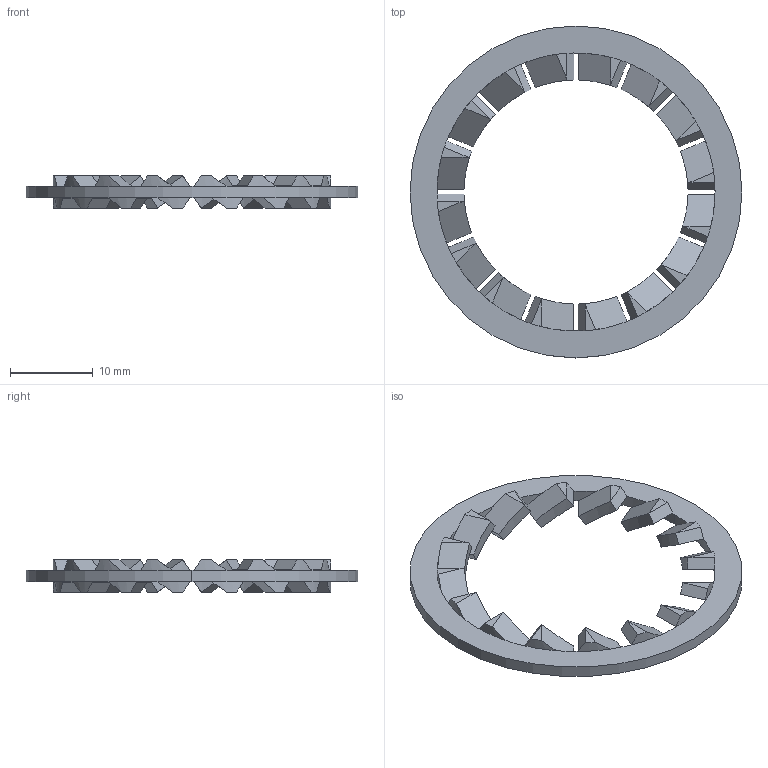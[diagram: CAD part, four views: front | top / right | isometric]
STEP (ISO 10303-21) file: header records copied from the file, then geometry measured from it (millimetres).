
FILE_DESCRIPTION (( 'STEP AP203' ), '1' );
FILE_NAME ('075NPTSW4.STEP', '2019-09-03T09:18:13', ( '' ), ( '' ), 'SwSTEP 2.0', 'SolidWorks 2017', '' );
FILE_SCHEMA (( 'CONFIG_CONTROL_DESIGN' ));
Length unit declared in the file: millimetre
Products named in the file (1): 075NPTSW4
Bounding box: 40 x 40 x 3.9 mm (x, y, z)
Volume: 1007.2 mm3; surface area: 1912.9 mm2
Topology: 1 solids, 1 shells, 165 faces, 425 edges, 262 vertices
Faces by surface type: plane 98, cylinder 67
Entity records: 5010 total; most frequent: CARTESIAN_POINT 1429, ORIENTED_EDGE 850, DIRECTION 667, EDGE_CURVE 425, AXIS2_PLACEMENT_3D 268, VERTEX_POINT 262, EDGE_LOOP 167, ADVANCED_FACE 165
